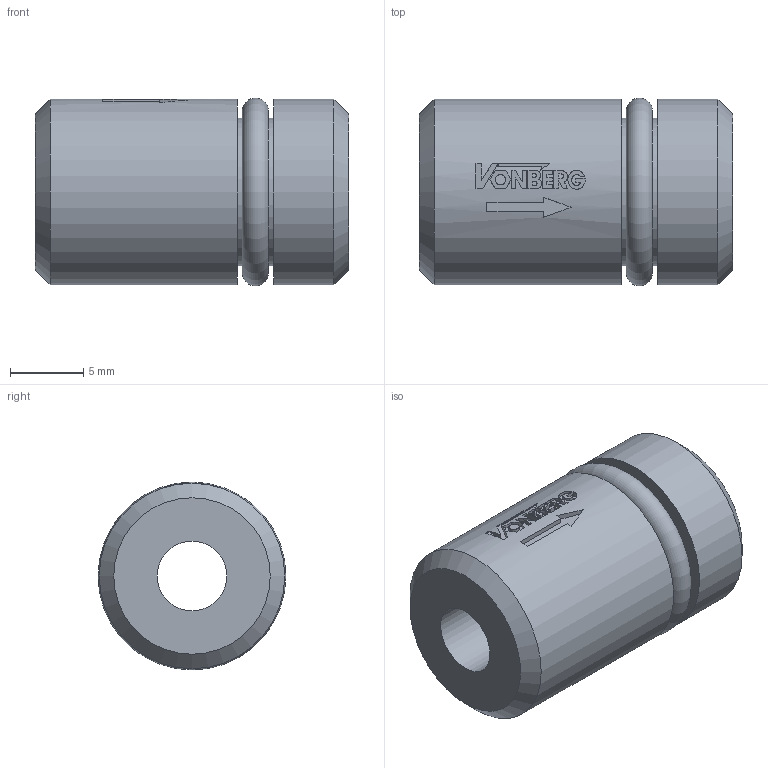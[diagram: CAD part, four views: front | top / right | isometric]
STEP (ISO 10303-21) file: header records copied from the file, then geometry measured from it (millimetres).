
FILE_DESCRIPTION((''),'2;1');
FILE_NAME('14103.stp','2015-01-02T15:52:32',('jml'),(''),'Autodesk Inventor 2010','Autodesk Inventor 2010','');
FILE_SCHEMA(('AUTOMOTIVE_DESIGN { 1 0 10303 214 1 1 1 1 }'));
Length unit declared in the file: inch
Products named in the file (3): 14103; 220574; 012 O-RING
Assembly tree (2 placements, depth 2):
  14103
    220574
    012 O-RING
Bounding box: 21.34 x 12.8 x 12.8 mm (x, y, z)
Volume: 2233 mm3; surface area: 1618 mm2
Topology: 2 solids, 2 shells, 109 faces, 275 edges, 183 vertices
Faces by surface type: plane 83, cylinder 23, cone 2, torus 1
Full cylindrical faces by diameter (mm): 0.696 x1, 4.75 x1, 10.033 x1, 12.649 x2
Entity records: 3513 total; most frequent: CARTESIAN_POINT 774, DIRECTION 543, ORIENTED_EDGE 532, EDGE_CURVE 266, VECTOR 187, LINE 187, VERTEX_POINT 181, AXIS2_PLACEMENT_3D 178
